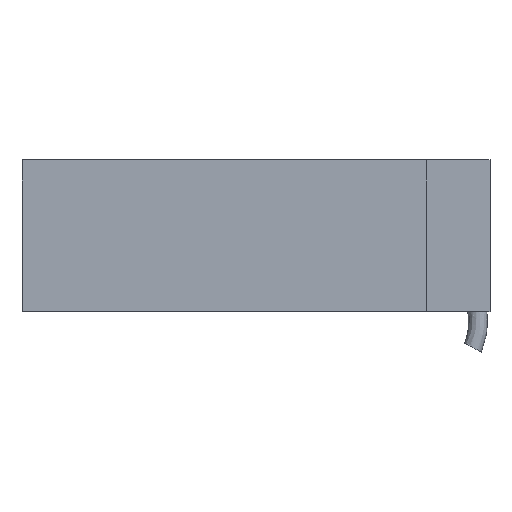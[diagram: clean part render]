
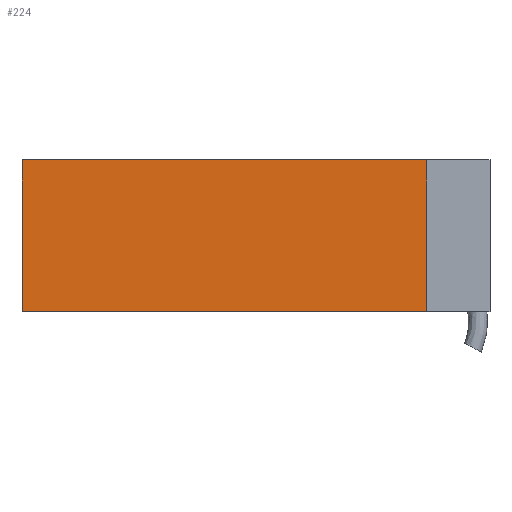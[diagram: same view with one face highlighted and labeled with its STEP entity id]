
A CAD part, top view. The second image highlights one B-rep face of the part: STEP entity #224.
In plain terms, the highlighted planar face has unit normal (0, 0, 1).
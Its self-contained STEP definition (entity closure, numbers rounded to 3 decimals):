
#27=FACE_OUTER_BOUND('',#43,.T.);
#43=EDGE_LOOP('',(#150,#151,#152,#153));
#61=LINE('',#343,#81);
#67=LINE('',#354,#87);
#68=LINE('',#356,#88);
#69=LINE('',#357,#89);
#81=VECTOR('',#282,10.);
#87=VECTOR('',#292,10.);
#88=VECTOR('',#293,10.);
#89=VECTOR('',#294,10.);
#100=VERTEX_POINT('',#340);
#101=VERTEX_POINT('',#342);
#103=VERTEX_POINT('',#348);
#105=VERTEX_POINT('',#355);
#117=EDGE_CURVE('',#101,#100,#61,.T.);
#123=EDGE_CURVE('',#103,#100,#67,.T.);
#124=EDGE_CURVE('',#103,#105,#68,.T.);
#125=EDGE_CURVE('',#105,#101,#69,.T.);
#150=ORIENTED_EDGE('',*,*,#123,.F.);
#151=ORIENTED_EDGE('',*,*,#124,.T.);
#152=ORIENTED_EDGE('',*,*,#125,.T.);
#153=ORIENTED_EDGE('',*,*,#117,.T.);
#193=PLANE('',#256);
#224=ADVANCED_FACE('',(#27),#193,.T.);
#256=AXIS2_PLACEMENT_3D('',#353,#290,#291);
#282=DIRECTION('',(1.,0.,0.));
#290=DIRECTION('center_axis',(0.,0.,1.));
#291=DIRECTION('ref_axis',(1.,0.,0.));
#292=DIRECTION('',(0.,-1.,0.));
#293=DIRECTION('',(-1.,0.,0.));
#294=DIRECTION('',(0.,-1.,0.));
#340=CARTESIAN_POINT('',(13.5,-6.,4.));
#342=CARTESIAN_POINT('',(-18.5,-6.,4.));
#343=CARTESIAN_POINT('',(-18.5,-6.,4.));
#348=CARTESIAN_POINT('',(13.5,6.,4.));
#353=CARTESIAN_POINT('Origin',(0.,0.,4.));
#354=CARTESIAN_POINT('',(13.5,0.,4.));
#355=CARTESIAN_POINT('',(-18.5,6.,4.));
#356=CARTESIAN_POINT('',(18.5,6.,4.));
#357=CARTESIAN_POINT('',(-18.5,6.,4.));
